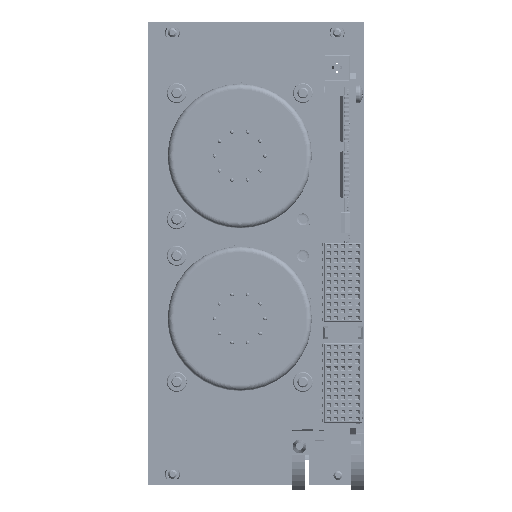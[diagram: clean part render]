
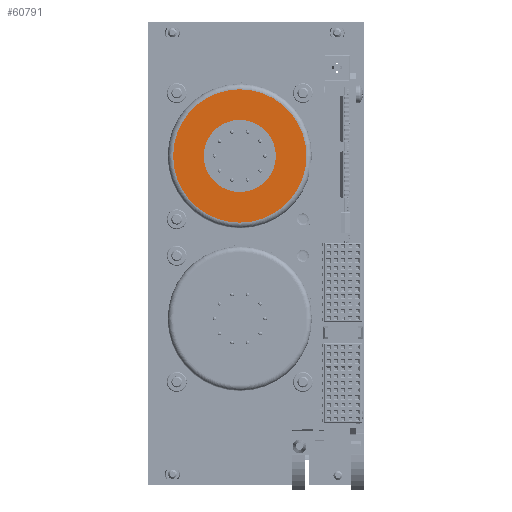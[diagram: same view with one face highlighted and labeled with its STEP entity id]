
A CAD part, top view. The second image highlights one B-rep face of the part: STEP entity #60791.
In plain terms, the highlighted planar face has unit normal (0, 0, 1).
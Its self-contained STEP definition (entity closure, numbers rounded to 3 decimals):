
#19650 = AXIS2_PLACEMENT_3D ( 'NONE', #27554, #27557, #27560 ) ;
#22390 = CARTESIAN_POINT ( 'NONE',  ( -74.228, 40.516, 64.239 ) ) ;
#22393 = DIRECTION ( 'NONE',  ( 0., 0., 1. ) ) ;
#22396 = DIRECTION ( 'NONE',  ( 0., 1., 0. ) ) ;
#27554 = CARTESIAN_POINT ( 'NONE',  ( -74.228, 40.516, 64.239 ) ) ;
#27557 = DIRECTION ( 'NONE',  ( 0., 0., 1. ) ) ;
#27560 = DIRECTION ( 'NONE',  ( 0., 1., 0. ) ) ;
#34848 = EDGE_LOOP ( 'NONE', ( #88835 ) ) ;
#34863 = EDGE_LOOP ( 'NONE', ( #88840 ) ) ;
#40487 = VERTEX_POINT ( 'NONE', #130141 ) ;
#41172 = VERTEX_POINT ( 'NONE', #76542 ) ;
#49195 = EDGE_CURVE ( 'NONE', #40487, #40487, #166797, .T. ) ;
#56047 = AXIS2_PLACEMENT_3D ( 'NONE', #124843, #124850, #124856 ) ;
#60791 = ADVANCED_FACE ( 'NONE', ( #70328, #70336 ), #124795, .T. ) ;
#70328 = FACE_BOUND ( 'NONE', #34848, .T. ) ;
#70336 = FACE_OUTER_BOUND ( 'NONE', #34863, .T. ) ;
#76542 = CARTESIAN_POINT ( 'NONE',  ( -74.227, 59.016, 64.239 ) ) ;
#88835 = ORIENTED_EDGE ( 'NONE', *, *, #49195, .F. ) ;
#88840 = ORIENTED_EDGE ( 'NONE', *, *, #138471, .T. ) ;
#124795 = PLANE ( 'NONE',  #56047 ) ;
#124843 = CARTESIAN_POINT ( 'NONE',  ( -74.228, 40.516, 64.239 ) ) ;
#124850 = DIRECTION ( 'NONE',  ( 0., 0., 1. ) ) ;
#124856 = DIRECTION ( 'NONE',  ( 0., 1., 0. ) ) ;
#130141 = CARTESIAN_POINT ( 'NONE',  ( -74.227, 50.516, 64.239 ) ) ;
#138471 = EDGE_CURVE ( 'NONE', #41172, #41172, #147760, .T. ) ;
#147760 = CIRCLE ( 'NONE', #19650, 18.5 ) ;
#166797 = CIRCLE ( 'NONE', #189982, 10. ) ;
#189982 = AXIS2_PLACEMENT_3D ( 'NONE', #22390, #22393, #22396 ) ;
